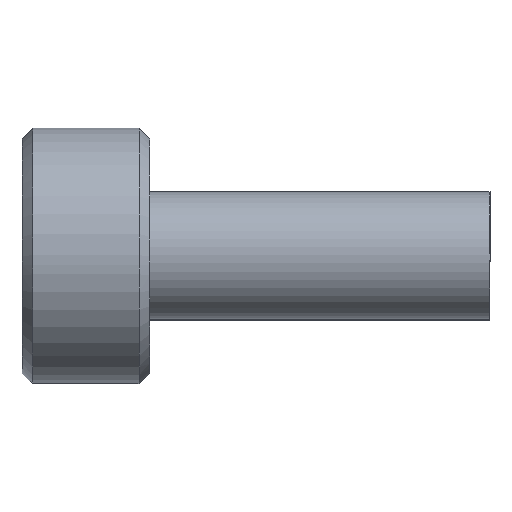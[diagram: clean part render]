
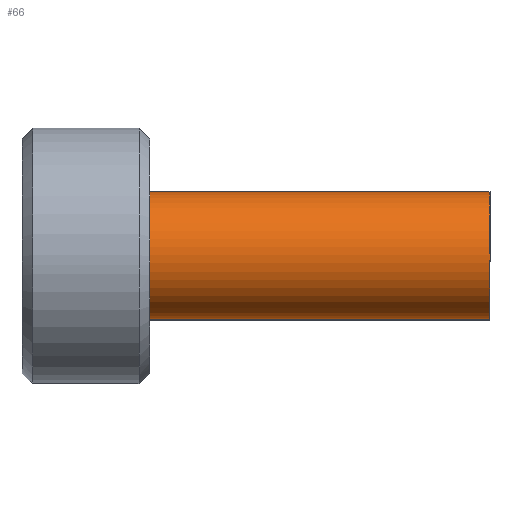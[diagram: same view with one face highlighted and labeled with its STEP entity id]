
A CAD part, top view. The second image highlights one B-rep face of the part: STEP entity #66.
In plain terms, the highlighted free-form (B-spline) face has degree [2, 1] with [9, 2] control points.
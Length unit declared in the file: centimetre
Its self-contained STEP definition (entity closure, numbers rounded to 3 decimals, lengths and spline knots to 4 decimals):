
#66=ADVANCED_FACE('',(#94),#394,.T.);
#94=FACE_OUTER_BOUND('',#126,.T.);
#126=EDGE_LOOP('',(#235,#236,#237,#238));
#235=ORIENTED_EDGE('',*,*,#292,.T.);
#236=ORIENTED_EDGE('',*,*,#293,.T.);
#237=ORIENTED_EDGE('',*,*,#294,.F.);
#238=ORIENTED_EDGE('',*,*,#293,.F.);
#292=EDGE_CURVE('',#385,#385,#308,.T.);
#293=EDGE_CURVE('',#385,#386,#309,.T.);
#294=EDGE_CURVE('',#386,#386,#310,.T.);
#308=(
BOUNDED_CURVE()
B_SPLINE_CURVE(2,(#857,#858,#859,#860,#861,#862,#863,#864,#865),
 .UNSPECIFIED.,.T.,.F.)
B_SPLINE_CURVE_WITH_KNOTS((3,2,2,2,3),(0.,2.3562,4.7124,
7.0686,9.4248),.UNSPECIFIED.)
CURVE()
GEOMETRIC_REPRESENTATION_ITEM()
RATIONAL_B_SPLINE_CURVE((1.,0.707,1.,0.707,1.,0.707,
1.,0.707,1.))
REPRESENTATION_ITEM('')
);
#309=(
BOUNDED_CURVE()
B_SPLINE_CURVE(1,(#866,#867),.UNSPECIFIED.,.F.,.F.)
B_SPLINE_CURVE_WITH_KNOTS((2,2),(0.,8.),.UNSPECIFIED.)
CURVE()
GEOMETRIC_REPRESENTATION_ITEM()
RATIONAL_B_SPLINE_CURVE((1.,1.))
REPRESENTATION_ITEM('')
);
#310=(
BOUNDED_CURVE()
B_SPLINE_CURVE(2,(#868,#869,#870,#871,#872,#873,#874,#875,#876),
 .UNSPECIFIED.,.T.,.F.)
B_SPLINE_CURVE_WITH_KNOTS((3,2,2,2,3),(0.,2.3562,4.7124,
7.0686,9.4248),.UNSPECIFIED.)
CURVE()
GEOMETRIC_REPRESENTATION_ITEM()
RATIONAL_B_SPLINE_CURVE((1.,0.707,1.,0.707,1.,0.707,
1.,0.707,1.))
REPRESENTATION_ITEM('')
);
#385=VERTEX_POINT('',#777);
#386=VERTEX_POINT('',#778);
#394=(
BOUNDED_SURFACE()
B_SPLINE_SURFACE(2,1,((#743,#744),(#745,#746),(#747,#748),(#749,#750),(#751,
#752),(#753,#754),(#755,#756),(#757,#758),(#759,#760)),.UNSPECIFIED.,.T.,
 .F.,.F.)
B_SPLINE_SURFACE_WITH_KNOTS((3,2,2,2,3),(2,2),(0.,2.3562,4.7124,
7.0686,9.4248),(0.,8.),.UNSPECIFIED.)
GEOMETRIC_REPRESENTATION_ITEM()
RATIONAL_B_SPLINE_SURFACE(((1.,1.),(0.707,0.707),
(1.,1.),(0.707,0.707),(1.,1.),(0.707,
0.707),(1.,1.),(0.707,0.707),(1.,1.)))
REPRESENTATION_ITEM('')
SURFACE()
);
#743=CARTESIAN_POINT('',(-10.,18.,-19.6028));
#744=CARTESIAN_POINT('',(-2.,18.,-19.6028));
#745=CARTESIAN_POINT('',(-10.,19.5,-19.6028));
#746=CARTESIAN_POINT('',(-2.,19.5,-19.6028));
#747=CARTESIAN_POINT('',(-10.,19.5,-18.1028));
#748=CARTESIAN_POINT('',(-2.,19.5,-18.1028));
#749=CARTESIAN_POINT('',(-10.,19.5,-16.6028));
#750=CARTESIAN_POINT('',(-2.,19.5,-16.6028));
#751=CARTESIAN_POINT('',(-10.,18.,-16.6028));
#752=CARTESIAN_POINT('',(-2.,18.,-16.6028));
#753=CARTESIAN_POINT('',(-10.,16.5,-16.6028));
#754=CARTESIAN_POINT('',(-2.,16.5,-16.6028));
#755=CARTESIAN_POINT('',(-10.,16.5,-18.1028));
#756=CARTESIAN_POINT('',(-2.,16.5,-18.1028));
#757=CARTESIAN_POINT('',(-10.,16.5,-19.6028));
#758=CARTESIAN_POINT('',(-2.,16.5,-19.6028));
#759=CARTESIAN_POINT('',(-10.,18.,-19.6028));
#760=CARTESIAN_POINT('',(-2.,18.,-19.6028));
#777=CARTESIAN_POINT('',(-10.,18.,-19.6028));
#778=CARTESIAN_POINT('',(-2.,18.,-19.6028));
#857=CARTESIAN_POINT('',(-10.,18.,-19.6028));
#858=CARTESIAN_POINT('',(-10.,19.5,-19.6028));
#859=CARTESIAN_POINT('',(-10.,19.5,-18.1028));
#860=CARTESIAN_POINT('',(-10.,19.5,-16.6028));
#861=CARTESIAN_POINT('',(-10.,18.,-16.6028));
#862=CARTESIAN_POINT('',(-10.,16.5,-16.6028));
#863=CARTESIAN_POINT('',(-10.,16.5,-18.1028));
#864=CARTESIAN_POINT('',(-10.,16.5,-19.6028));
#865=CARTESIAN_POINT('',(-10.,18.,-19.6028));
#866=CARTESIAN_POINT('',(-10.,18.,-19.6028));
#867=CARTESIAN_POINT('',(-2.,18.,-19.6028));
#868=CARTESIAN_POINT('',(-2.,18.,-19.6028));
#869=CARTESIAN_POINT('',(-2.,19.5,-19.6028));
#870=CARTESIAN_POINT('',(-2.,19.5,-18.1028));
#871=CARTESIAN_POINT('',(-2.,19.5,-16.6028));
#872=CARTESIAN_POINT('',(-2.,18.,-16.6028));
#873=CARTESIAN_POINT('',(-2.,16.5,-16.6028));
#874=CARTESIAN_POINT('',(-2.,16.5,-18.1028));
#875=CARTESIAN_POINT('',(-2.,16.5,-19.6028));
#876=CARTESIAN_POINT('',(-2.,18.,-19.6028));
